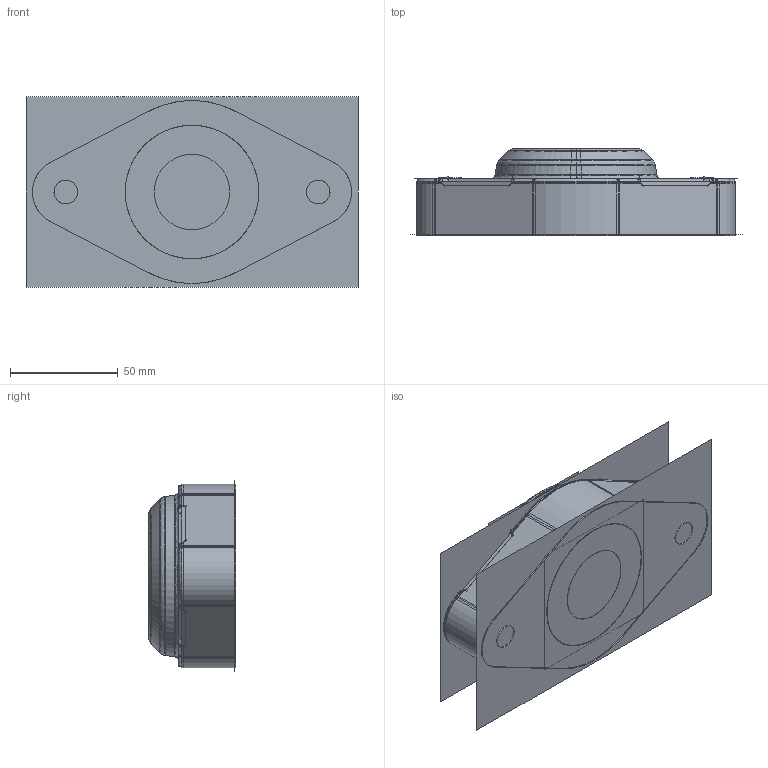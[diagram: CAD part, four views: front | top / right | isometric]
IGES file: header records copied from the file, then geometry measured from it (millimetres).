
Start section:  PTC IGES file: fl1206-aperto_asm.igs
Global section: file name: fl1206-aperto_asm.igs; native system: Pro/ENGINEER by Parametric Technology Corporation; preprocessor: 2005310; author: RCRU23; organization: Unknown; date: 071026.113614; units: millimetre
Bounding box: 153.97 x 40.7 x 88.4 mm (x, y, z)
Volume: 230999.2 mm3; surface area: 163173.2 mm2
Topology: 2 solids, 2 shells, 200 faces, 1030 edges, 1331 vertices
Faces by surface type: revolution 156, bspline 44
